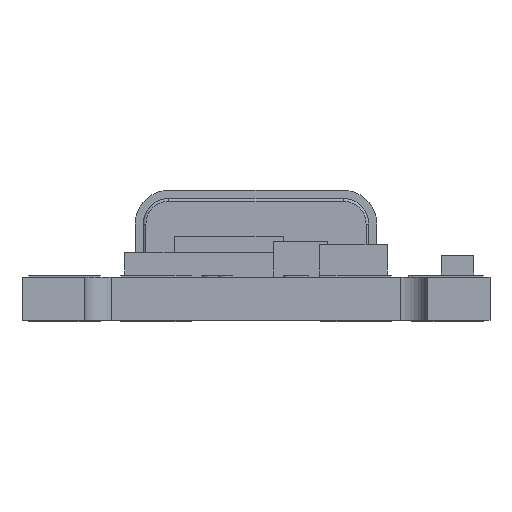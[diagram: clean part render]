
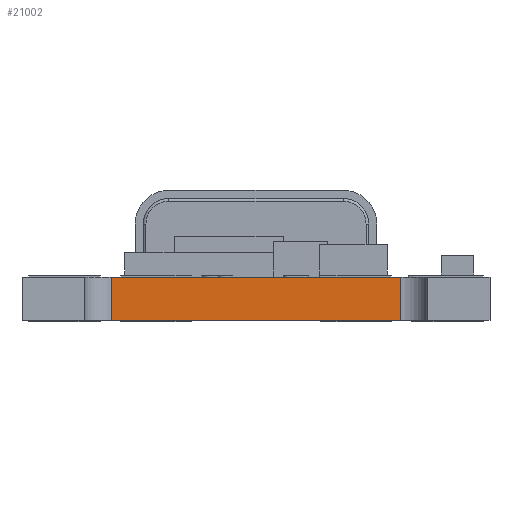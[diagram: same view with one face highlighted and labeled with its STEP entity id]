
A CAD part, front view. The second image highlights one B-rep face of the part: STEP entity #21002.
In plain terms, the highlighted planar face has unit normal (0, -1, 0).
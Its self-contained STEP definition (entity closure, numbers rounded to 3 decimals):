
#232=DIRECTION('',(-1.,0.,0.));
#233=VECTOR('',#232,10.7);
#234=CARTESIAN_POINT('',(5.35,-12.2,-0.8));
#235=LINE('',#234,#233);
#3347=DIRECTION('',(-1.,0.,0.));
#3348=VECTOR('',#3347,10.7);
#3349=CARTESIAN_POINT('',(5.35,-12.2,0.8));
#3350=LINE('',#3349,#3348);
#9476=DIRECTION('',(0.,0.,-1.));
#9477=VECTOR('',#9476,1.6);
#9478=CARTESIAN_POINT('',(5.35,-12.2,0.8));
#9479=LINE('',#9478,#9477);
#9483=DIRECTION('',(0.,0.,-1.));
#9484=VECTOR('',#9483,1.6);
#9485=CARTESIAN_POINT('',(-5.35,-12.2,0.8));
#9486=LINE('',#9485,#9484);
#11438=CARTESIAN_POINT('',(5.35,-12.2,0.8));
#11439=CARTESIAN_POINT('',(5.35,-12.2,-0.8));
#11440=VERTEX_POINT('',#11438);
#11441=VERTEX_POINT('',#11439);
#11450=CARTESIAN_POINT('',(-5.35,-12.2,0.8));
#11451=CARTESIAN_POINT('',(-5.35,-12.2,-0.8));
#11452=VERTEX_POINT('',#11450);
#11453=VERTEX_POINT('',#11451);
#20990=CARTESIAN_POINT('',(6.35,-12.2,0.8));
#20991=DIRECTION('',(0.,1.,0.));
#20992=DIRECTION('',(-1.,0.,0.));
#20993=AXIS2_PLACEMENT_3D('',#20990,#20991,#20992);
#20994=PLANE('',#20993);
#20995=ORIENTED_EDGE('',*,*,#20982,.T.);
#20996=ORIENTED_EDGE('',*,*,#13125,.T.);
#20998=ORIENTED_EDGE('',*,*,#20997,.F.);
#20999=ORIENTED_EDGE('',*,*,#13855,.F.);
#21000=EDGE_LOOP('',(#20995,#20996,#20998,#20999));
#21001=FACE_OUTER_BOUND('',#21000,.F.);
#13125=EDGE_CURVE('',#11441,#11453,#235,.T.);
#13855=EDGE_CURVE('',#11440,#11452,#3350,.T.);
#20982=EDGE_CURVE('',#11440,#11441,#9479,.T.);
#20997=EDGE_CURVE('',#11452,#11453,#9486,.T.);
#21002=ADVANCED_FACE('',(#21001),#20994,.F.);
